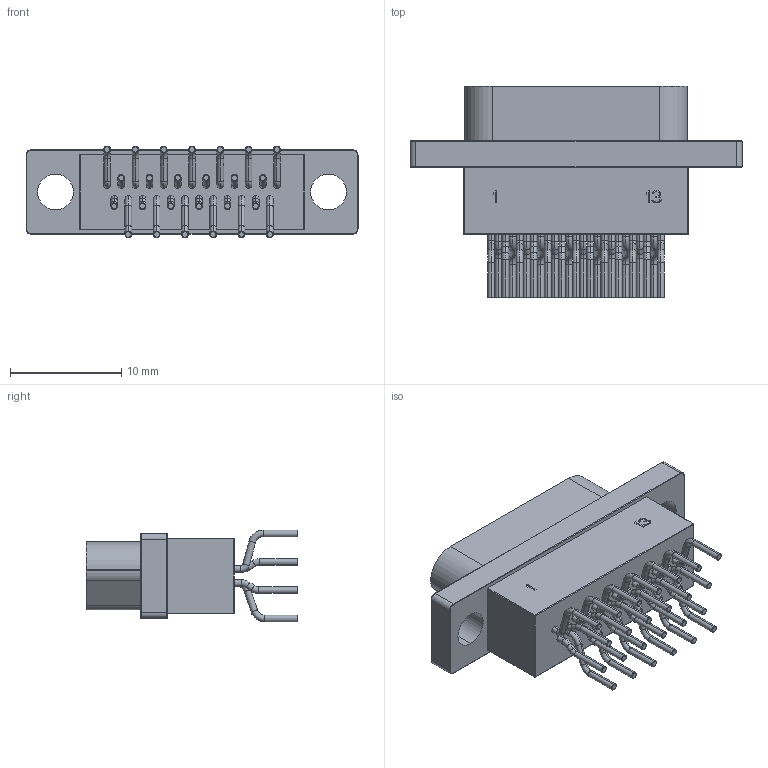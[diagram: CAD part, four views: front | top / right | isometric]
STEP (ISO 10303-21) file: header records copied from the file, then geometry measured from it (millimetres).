
FILE_DESCRIPTION((''),'2;1');
FILE_NAME('PRT0020','2021-03-29T16:15:36',('Exiaobu'),(''),'CREO PARAMETRIC BY PTC INC, 2019010','CREO PARAMETRIC BY PTC INC, 2019010','');
FILE_SCHEMA(('AUTOMOTIVE_DESIGN { 1 0 10303 214 1 1 1 1 }'));
Length unit declared in the file: millimetre
Products named in the file (1): PRT0020
Bounding box: 29.8 x 19 x 8.22 mm (x, y, z)
Volume: 1442.2 mm3; surface area: 2373.5 mm2
Topology: 1 solids, 1 shells, 741 faces, 1756 edges, 1078 vertices
Faces by surface type: cylinder 286, plane 243, torus 158, cone 50, sphere 4
Entity records: 25471 total; most frequent: DIRECTION 4118, CARTESIAN_POINT 3577, ORIENTED_EDGE 3512, EDGE_CURVE 1756, AXIS2_PLACEMENT_3D 1621, VERTEX_POINT 1078, CIRCLE 880, VECTOR 876
